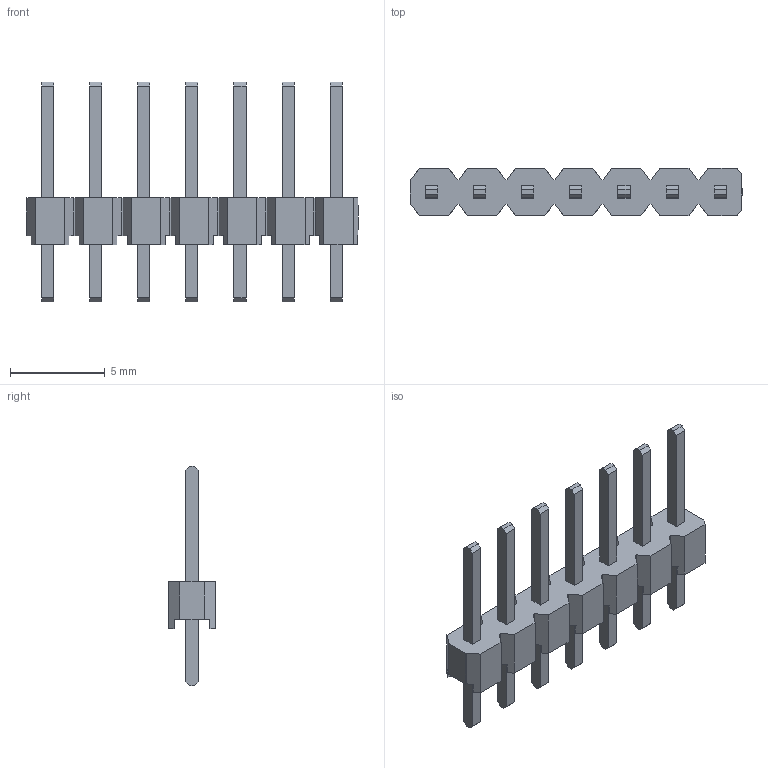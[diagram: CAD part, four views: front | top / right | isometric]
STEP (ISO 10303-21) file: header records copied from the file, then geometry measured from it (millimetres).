
FILE_DESCRIPTION (( 'STEP AP214' ), '1' );
FILE_NAME ('HDR-TH_7P-P2.54-M-LI-1X7P.step', '2022-07-02T13:01:00', ( '' ), ( '' ), 'SwSTEP 2.0', 'SolidWorks 2020', '' );
FILE_SCHEMA (( 'AUTOMOTIVE_DESIGN' ));
Length unit declared in the file: millimetre
Products named in the file (1): HDR-TH_7P-P2.54-M-LI-1X7P
Bounding box: 17.54 x 2.5 x 11.6 mm (x, y, z)
Volume: 109.8 mm3; surface area: 371.4 mm2
Topology: 1 solids, 1 shells, 470 faces, 1284 edges, 856 vertices
Faces by surface type: plane 356, bspline 114
Entity records: 19834 total; most frequent: CARTESIAN_POINT 4973, ORIENTED_EDGE 2568, DIRECTION 1766, EDGE_CURVE 1284, LINE 1052, VECTOR 1052, VERTEX_POINT 856, EDGE_LOOP 510
